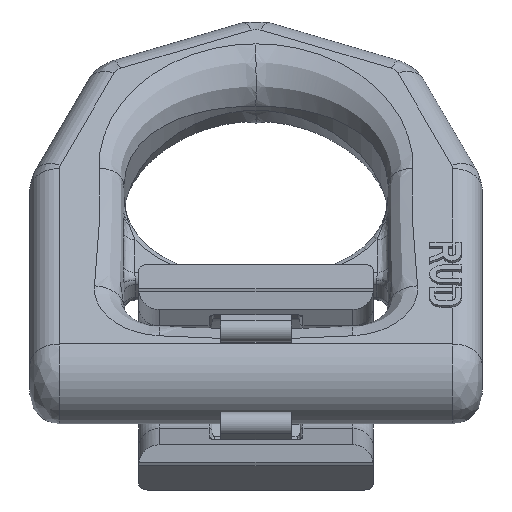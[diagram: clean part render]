
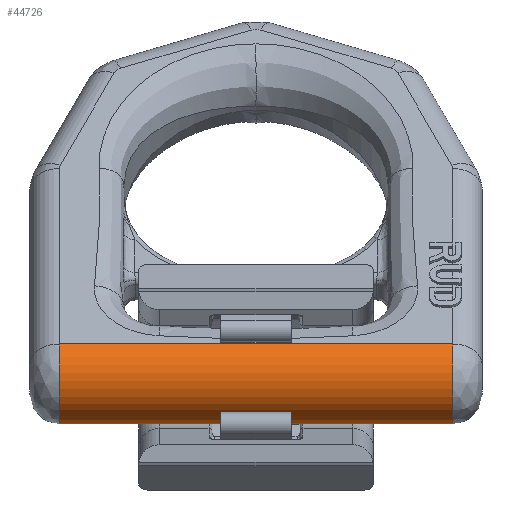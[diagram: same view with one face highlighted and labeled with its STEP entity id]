
A CAD part, front view. The second image highlights one B-rep face of the part: STEP entity #44726.
In plain terms, the highlighted cylindrical face has radius 8 mm (diameter 16 mm), a partial arc.
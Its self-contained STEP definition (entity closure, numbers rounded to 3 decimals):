
#36880=CARTESIAN_POINT('',(33.5,-42.25,0.));
#36881=DIRECTION('',(-1.,0.,0.));
#36882=DIRECTION('',(0.,0.,-1.));
#36883=AXIS2_PLACEMENT_3D('',#36880,#36881,#36882);
#37569=DIRECTION('',(1.,0.,0.));
#37570=VECTOR('',#37569,67.);
#37571=CARTESIAN_POINT('',(-33.5,-42.25,-8.));
#37572=LINE('',#37571,#37570);
#37573=CARTESIAN_POINT('',(-33.5,-42.25,0.));
#37574=DIRECTION('',(-1.,0.,0.));
#37575=DIRECTION('',(0.,0.,-1.));
#37576=AXIS2_PLACEMENT_3D('',#37573,#37574,#37575);
#37578=DIRECTION('',(1.,0.,0.));
#37579=VECTOR('',#37578,67.);
#37580=CARTESIAN_POINT('',(-33.5,-42.25,8.));
#37581=LINE('',#37580,#37579);
#38684=CARTESIAN_POINT('',(-33.5,-42.25,8.));
#38686=VERTEX_POINT('',#38684);
#38761=CARTESIAN_POINT('',(33.5,-42.25,8.));
#38762=VERTEX_POINT('',#38761);
#38801=CARTESIAN_POINT('',(-33.5,-42.25,-8.));
#38803=VERTEX_POINT('',#38801);
#38857=CARTESIAN_POINT('',(33.5,-42.25,-8.));
#38859=VERTEX_POINT('',#38857);
#44715=CARTESIAN_POINT('',(88.689,-42.25,0.));
#44716=DIRECTION('',(1.,0.,0.));
#44717=DIRECTION('',(0.,0.,1.));
#44718=AXIS2_PLACEMENT_3D('',#44715,#44716,#44717);
#44719=CYLINDRICAL_SURFACE('',#44718,8.);
#44720=ORIENTED_EDGE('',*,*,#43682,.F.);
#44721=ORIENTED_EDGE('',*,*,#42644,.F.);
#44722=ORIENTED_EDGE('',*,*,#43868,.T.);
#44723=ORIENTED_EDGE('',*,*,#38978,.T.);
#44724=EDGE_LOOP('',(#44720,#44721,#44722,#44723));
#44725=FACE_OUTER_BOUND('',#44724,.F.);
#44726=ADVANCED_FACE('',(#44725),#44719,.T.);
#36884=CIRCLE('',#36883,8.);
#37577=CIRCLE('',#37576,8.);
#38978=EDGE_CURVE('',#38686,#38762,#37581,.T.);
#42644=EDGE_CURVE('',#38803,#38859,#37572,.T.);
#43682=EDGE_CURVE('',#38859,#38762,#36884,.T.);
#43868=EDGE_CURVE('',#38803,#38686,#37577,.T.);
